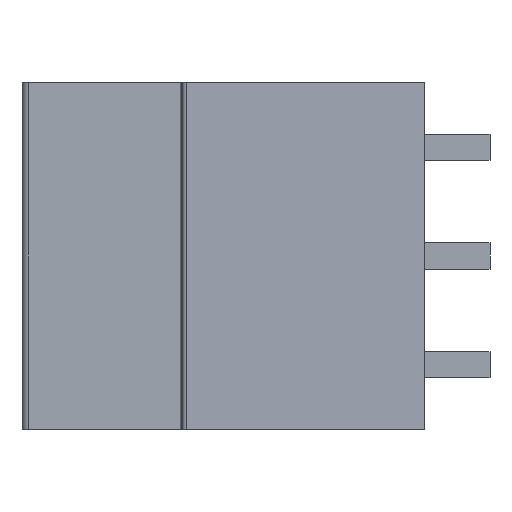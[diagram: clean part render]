
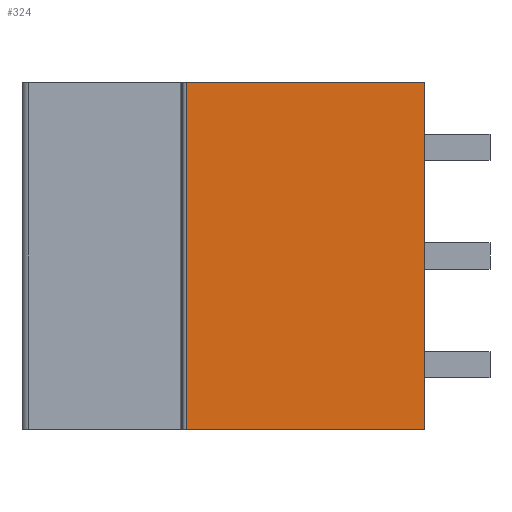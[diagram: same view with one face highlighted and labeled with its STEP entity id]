
A CAD part, left-side view. The second image highlights one B-rep face of the part: STEP entity #324.
In plain terms, the highlighted planar face has unit normal (-1, -0.009, 0).
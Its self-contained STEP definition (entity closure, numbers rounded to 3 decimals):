
#324 = ADVANCED_FACE( '', ( #841 ), #842, .T. );
#841 = FACE_OUTER_BOUND( '', #1583, .T. );
#842 = PLANE( '', #1584 );
#1583 = EDGE_LOOP( '', ( #2543, #2544, #2545, #2546 ) );
#1584 = AXIS2_PLACEMENT_3D( '', #2547, #2548, #2549 );
#2543 = ORIENTED_EDGE( '', *, *, #4508, .F. );
#2544 = ORIENTED_EDGE( '', *, *, #4509, .F. );
#2545 = ORIENTED_EDGE( '', *, *, #4510, .T. );
#2546 = ORIENTED_EDGE( '', *, *, #4498, .F. );
#2547 = CARTESIAN_POINT( '', ( -95.735, 30.712, 52.95 ) );
#2548 = DIRECTION( '', ( -1., -0.009, 0. ) );
#2549 = DIRECTION( '', ( -0.009, 1., 0. ) );
#4498 = EDGE_CURVE( '', #5468, #5470, #5471, .T. );
#4508 = EDGE_CURVE( '', #5485, #5468, #5486, .T. );
#4509 = EDGE_CURVE( '', #5487, #5485, #5488, .T. );
#4510 = EDGE_CURVE( '', #5487, #5470, #5489, .T. );
#5468 = VERTEX_POINT( '', #6832 );
#5470 = VERTEX_POINT( '', #6835 );
#5471 = LINE( '', #6836, #6837 );
#5485 = VERTEX_POINT( '', #6856 );
#5486 = LINE( '', #6857, #6858 );
#5487 = VERTEX_POINT( '', #6859 );
#5488 = LINE( '', #6860, #6861 );
#5489 = LINE( '', #6862, #6863 );
#6832 = CARTESIAN_POINT( '', ( -95.64, 19.777, 37.05 ) );
#6835 = CARTESIAN_POINT( '', ( -95.735, 30.727, 37.05 ) );
#6836 = CARTESIAN_POINT( '', ( -95.8, 38.19, 37.05 ) );
#6837 = VECTOR( '', #8261, 1000. );
#6856 = CARTESIAN_POINT( '', ( -95.64, 19.777, 52.95 ) );
#6857 = CARTESIAN_POINT( '', ( -95.64, 19.777, 50. ) );
#6858 = VECTOR( '', #8273, 1000. );
#6859 = CARTESIAN_POINT( '', ( -95.735, 30.727, 52.95 ) );
#6860 = CARTESIAN_POINT( '', ( -95.8, 38.19, 52.95 ) );
#6861 = VECTOR( '', #8274, 1000. );
#6862 = CARTESIAN_POINT( '', ( -95.735, 30.727, 52.95 ) );
#6863 = VECTOR( '', #8275, 1000. );
#8261 = DIRECTION( '', ( -0.009, 1., 0. ) );
#8273 = DIRECTION( '', ( 0., 0., -1. ) );
#8274 = DIRECTION( '', ( 0.009, -1., 0. ) );
#8275 = DIRECTION( '', ( 0., 0., -1. ) );
